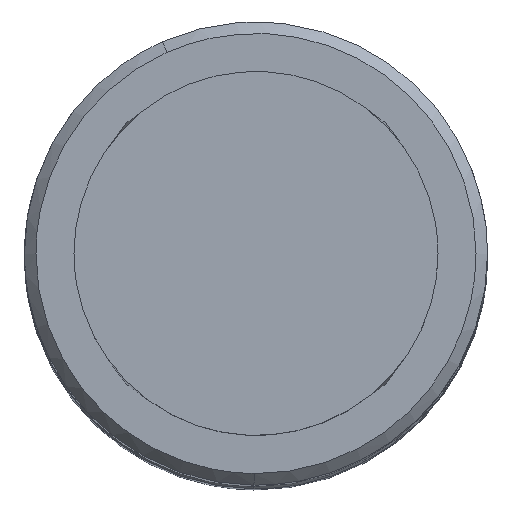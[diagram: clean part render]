
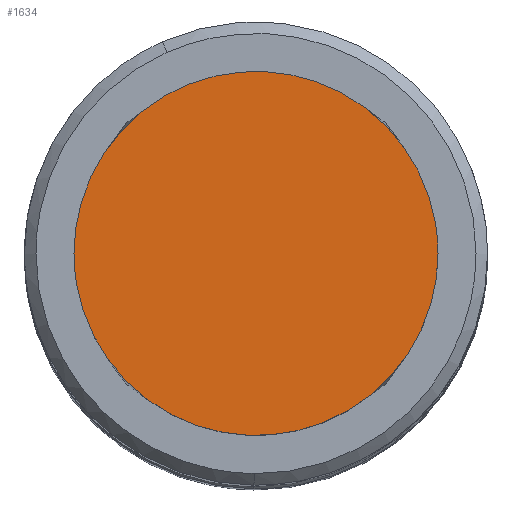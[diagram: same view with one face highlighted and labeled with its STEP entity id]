
A CAD part, top view. The second image highlights one B-rep face of the part: STEP entity #1634.
In plain terms, the highlighted free-form (B-spline) face has degree [1, 1] with [2, 2] control points.
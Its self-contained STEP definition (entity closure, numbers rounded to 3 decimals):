
#1593=CARTESIAN_POINT('',(-8.643,-8.643,133.0));
#1594=CARTESIAN_POINT('',(8.643,-8.643,133.0));
#1595=CARTESIAN_POINT('',(-8.643,8.643,133.0));
#1596=CARTESIAN_POINT('',(8.643,8.643,133.0));
#1597=B_SPLINE_SURFACE_WITH_KNOTS('',1,1,((#1593,#1595),(#1594,#1596)),.UNSPECIFIED.,.F.,.F.,.U.,(2,2),(2,2),(0.0,17.286),(0.0,17.286),.UNSPECIFIED.);
#1598=CARTESIAN_POINT('',(7.858,0.0,133.0));
#1599=VERTEX_POINT('',#1598);
#1600=CARTESIAN_POINT('',(-7.858,0.0,133.0));
#1601=VERTEX_POINT('',#1600);
#1602=CARTESIAN_POINT('',(7.858,0.0,133.0));
#1603=CARTESIAN_POINT('',(7.858,-7.858,133.0));
#1604=CARTESIAN_POINT('',(0.0,-7.858,133.0));
#1605=CARTESIAN_POINT('',(-7.858,-7.858,133.0));
#1606=CARTESIAN_POINT('',(-7.858,0.0,133.0));
#1614=(BOUNDED_CURVE()B_SPLINE_CURVE(2,(#1602,#1603,#1604,#1605,#1606),.UNSPECIFIED.,.F.,.U.)B_SPLINE_CURVE_WITH_KNOTS((3,2,3),(0.5,0.75,1.0),.UNSPECIFIED.)CURVE()GEOMETRIC_REPRESENTATION_ITEM()RATIONAL_B_SPLINE_CURVE((1.0,0.707,1.0,0.707,1.0))REPRESENTATION_ITEM(''));
#1615=EDGE_CURVE('',#1599,#1601,#1614,.T.);
#1616=ORIENTED_EDGE('',*,*,#1615,.F.);
#1617=CARTESIAN_POINT('',(-7.858,0.0,133.0));
#1618=CARTESIAN_POINT('',(-7.858,7.858,133.0));
#1619=CARTESIAN_POINT('',(0.0,7.858,133.0));
#1620=CARTESIAN_POINT('',(7.858,7.858,133.0));
#1621=CARTESIAN_POINT('',(7.858,0.0,133.0));
#1629=(BOUNDED_CURVE()B_SPLINE_CURVE(2,(#1617,#1618,#1619,#1620,#1621),.UNSPECIFIED.,.F.,.U.)B_SPLINE_CURVE_WITH_KNOTS((3,2,3),(0.0,0.25,0.5),.UNSPECIFIED.)CURVE()GEOMETRIC_REPRESENTATION_ITEM()RATIONAL_B_SPLINE_CURVE((1.0,0.707,1.0,0.707,1.0))REPRESENTATION_ITEM(''));
#1630=EDGE_CURVE('',#1601,#1599,#1629,.T.);
#1631=ORIENTED_EDGE('',*,*,#1630,.F.);
#1632=EDGE_LOOP('',(#1616,#1631));
#1633=FACE_OUTER_BOUND('',#1632,.T.);
#1634=ADVANCED_FACE('',(#1633),#1597,.T.);
